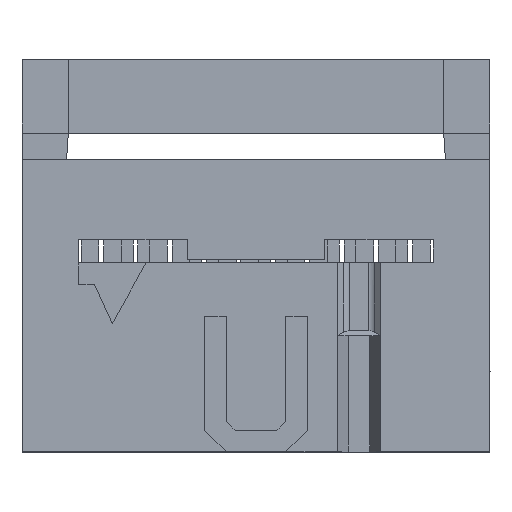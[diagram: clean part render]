
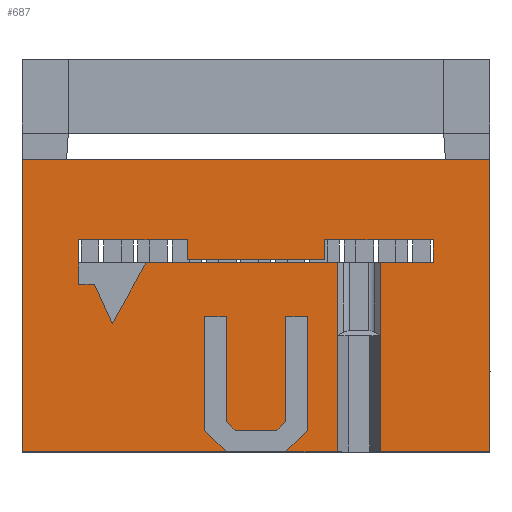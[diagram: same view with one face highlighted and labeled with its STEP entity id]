
A CAD part, top view. The second image highlights one B-rep face of the part: STEP entity #687.
In plain terms, the highlighted planar face has unit normal (0, 0, 1).
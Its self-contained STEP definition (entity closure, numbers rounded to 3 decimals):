
#687=ADVANCED_FACE('',(#1201),#946,.T.);
#946=PLANE('',#5847);
#1201=FACE_OUTER_BOUND('',#1454,.T.);
#1454=EDGE_LOOP('',(#1767,#1768,#1769,#1770,#1771,#1772,#1773,#1774,#1775,
#1776,#1777,#1778,#1779,#1780,#1781,#1782,#1783,#1784,#1785,#1786,#1787,
#1788,#1789,#1790,#1791,#1792,#1793,#1794,#1795,#1796,#1797,#1798,#1799));
#1767=ORIENTED_EDGE('',*,*,#3699,.F.);
#1768=ORIENTED_EDGE('',*,*,#3700,.T.);
#1769=ORIENTED_EDGE('',*,*,#3701,.F.);
#1770=ORIENTED_EDGE('',*,*,#3702,.T.);
#1771=ORIENTED_EDGE('',*,*,#3703,.F.);
#1772=ORIENTED_EDGE('',*,*,#3704,.F.);
#1773=ORIENTED_EDGE('',*,*,#3705,.F.);
#1774=ORIENTED_EDGE('',*,*,#3706,.T.);
#1775=ORIENTED_EDGE('',*,*,#3707,.T.);
#1776=ORIENTED_EDGE('',*,*,#3708,.T.);
#1777=ORIENTED_EDGE('',*,*,#3709,.T.);
#1778=ORIENTED_EDGE('',*,*,#3710,.T.);
#1779=ORIENTED_EDGE('',*,*,#3711,.T.);
#1780=ORIENTED_EDGE('',*,*,#3712,.T.);
#1781=ORIENTED_EDGE('',*,*,#3713,.T.);
#1782=ORIENTED_EDGE('',*,*,#3714,.T.);
#1783=ORIENTED_EDGE('',*,*,#3715,.T.);
#1784=ORIENTED_EDGE('',*,*,#3716,.T.);
#1785=ORIENTED_EDGE('',*,*,#3717,.F.);
#1786=ORIENTED_EDGE('',*,*,#3718,.F.);
#1787=ORIENTED_EDGE('',*,*,#3719,.T.);
#1788=ORIENTED_EDGE('',*,*,#3720,.F.);
#1789=ORIENTED_EDGE('',*,*,#3721,.T.);
#1790=ORIENTED_EDGE('',*,*,#3722,.T.);
#1791=ORIENTED_EDGE('',*,*,#3723,.T.);
#1792=ORIENTED_EDGE('',*,*,#3724,.F.);
#1793=ORIENTED_EDGE('',*,*,#3725,.F.);
#1794=ORIENTED_EDGE('',*,*,#3726,.T.);
#1795=ORIENTED_EDGE('',*,*,#3727,.T.);
#1796=ORIENTED_EDGE('',*,*,#3728,.T.);
#1797=ORIENTED_EDGE('',*,*,#3729,.F.);
#1798=ORIENTED_EDGE('',*,*,#3730,.T.);
#1799=ORIENTED_EDGE('',*,*,#3731,.F.);
#3225=VERTEX_POINT('',#7361);
#3226=VERTEX_POINT('',#7362);
#3227=VERTEX_POINT('',#7364);
#3228=VERTEX_POINT('',#7366);
#3229=VERTEX_POINT('',#7368);
#3230=VERTEX_POINT('',#7370);
#3231=VERTEX_POINT('',#7372);
#3232=VERTEX_POINT('',#7374);
#3233=VERTEX_POINT('',#7376);
#3234=VERTEX_POINT('',#7378);
#3235=VERTEX_POINT('',#7380);
#3236=VERTEX_POINT('',#7382);
#3237=VERTEX_POINT('',#7384);
#3238=VERTEX_POINT('',#7386);
#3239=VERTEX_POINT('',#7388);
#3240=VERTEX_POINT('',#7390);
#3241=VERTEX_POINT('',#7392);
#3242=VERTEX_POINT('',#7394);
#3243=VERTEX_POINT('',#7396);
#3244=VERTEX_POINT('',#7398);
#3245=VERTEX_POINT('',#7400);
#3246=VERTEX_POINT('',#7402);
#3247=VERTEX_POINT('',#7404);
#3248=VERTEX_POINT('',#7406);
#3249=VERTEX_POINT('',#7408);
#3250=VERTEX_POINT('',#7410);
#3251=VERTEX_POINT('',#7412);
#3252=VERTEX_POINT('',#7414);
#3253=VERTEX_POINT('',#7416);
#3254=VERTEX_POINT('',#7418);
#3255=VERTEX_POINT('',#7420);
#3256=VERTEX_POINT('',#7422);
#3257=VERTEX_POINT('',#7424);
#3699=EDGE_CURVE('',#3225,#3226,#4428,.T.);
#3700=EDGE_CURVE('',#3225,#3227,#4429,.T.);
#3701=EDGE_CURVE('',#3228,#3227,#4430,.T.);
#3702=EDGE_CURVE('',#3228,#3229,#4431,.T.);
#3703=EDGE_CURVE('',#3230,#3229,#4432,.T.);
#3704=EDGE_CURVE('',#3231,#3230,#4433,.T.);
#3705=EDGE_CURVE('',#3232,#3231,#4434,.T.);
#3706=EDGE_CURVE('',#3232,#3233,#4435,.T.);
#3707=EDGE_CURVE('',#3233,#3234,#4436,.T.);
#3708=EDGE_CURVE('',#3234,#3235,#4437,.T.);
#3709=EDGE_CURVE('',#3235,#3236,#4438,.T.);
#3710=EDGE_CURVE('',#3236,#3237,#4439,.T.);
#3711=EDGE_CURVE('',#3237,#3238,#4440,.T.);
#3712=EDGE_CURVE('',#3238,#3239,#4441,.T.);
#3713=EDGE_CURVE('',#3239,#3240,#4442,.T.);
#3714=EDGE_CURVE('',#3240,#3241,#4443,.T.);
#3715=EDGE_CURVE('',#3241,#3242,#4444,.T.);
#3716=EDGE_CURVE('',#3242,#3243,#4445,.T.);
#3717=EDGE_CURVE('',#3244,#3243,#4446,.T.);
#3718=EDGE_CURVE('',#3245,#3244,#4447,.T.);
#3719=EDGE_CURVE('',#3245,#3246,#4448,.T.);
#3720=EDGE_CURVE('',#3247,#3246,#4449,.T.);
#3721=EDGE_CURVE('',#3247,#3248,#4450,.T.);
#3722=EDGE_CURVE('',#3248,#3249,#4451,.T.);
#3723=EDGE_CURVE('',#3249,#3250,#4452,.T.);
#3724=EDGE_CURVE('',#3251,#3250,#4453,.T.);
#3725=EDGE_CURVE('',#3252,#3251,#4454,.T.);
#3726=EDGE_CURVE('',#3252,#3253,#4455,.T.);
#3727=EDGE_CURVE('',#3253,#3254,#4456,.T.);
#3728=EDGE_CURVE('',#3254,#3255,#4457,.T.);
#3729=EDGE_CURVE('',#3256,#3255,#4458,.T.);
#3730=EDGE_CURVE('',#3256,#3257,#4459,.T.);
#3731=EDGE_CURVE('',#3226,#3257,#4460,.T.);
#4428=LINE('',#7360,#5137);
#4429=LINE('',#7363,#5138);
#4430=LINE('',#7365,#5139);
#4431=LINE('',#7367,#5140);
#4432=LINE('',#7369,#5141);
#4433=LINE('',#7371,#5142);
#4434=LINE('',#7373,#5143);
#4435=LINE('',#7375,#5144);
#4436=LINE('',#7377,#5145);
#4437=LINE('',#7379,#5146);
#4438=LINE('',#7381,#5147);
#4439=LINE('',#7383,#5148);
#4440=LINE('',#7385,#5149);
#4441=LINE('',#7387,#5150);
#4442=LINE('',#7389,#5151);
#4443=LINE('',#7391,#5152);
#4444=LINE('',#7393,#5153);
#4445=LINE('',#7395,#5154);
#4446=LINE('',#7397,#5155);
#4447=LINE('',#7399,#5156);
#4448=LINE('',#7401,#5157);
#4449=LINE('',#7403,#5158);
#4450=LINE('',#7405,#5159);
#4451=LINE('',#7407,#5160);
#4452=LINE('',#7409,#5161);
#4453=LINE('',#7411,#5162);
#4454=LINE('',#7413,#5163);
#4455=LINE('',#7415,#5164);
#4456=LINE('',#7417,#5165);
#4457=LINE('',#7419,#5166);
#4458=LINE('',#7421,#5167);
#4459=LINE('',#7423,#5168);
#4460=LINE('',#7425,#5169);
#5137=VECTOR('',#6116,1.);
#5138=VECTOR('',#6117,1.);
#5139=VECTOR('',#6118,1.);
#5140=VECTOR('',#6119,1.);
#5141=VECTOR('',#6120,1.);
#5142=VECTOR('',#6121,1.);
#5143=VECTOR('',#6122,1.);
#5144=VECTOR('',#6123,1.);
#5145=VECTOR('',#6124,1.);
#5146=VECTOR('',#6125,1.);
#5147=VECTOR('',#6126,1.);
#5148=VECTOR('',#6127,1.);
#5149=VECTOR('',#6128,1.);
#5150=VECTOR('',#6129,1.);
#5151=VECTOR('',#6130,1.);
#5152=VECTOR('',#6131,1.);
#5153=VECTOR('',#6132,1.);
#5154=VECTOR('',#6133,1.);
#5155=VECTOR('',#6134,1.);
#5156=VECTOR('',#6135,1.);
#5157=VECTOR('',#6136,1.);
#5158=VECTOR('',#6137,1.);
#5159=VECTOR('',#6138,1.);
#5160=VECTOR('',#6139,1.);
#5161=VECTOR('',#6140,1.);
#5162=VECTOR('',#6141,1.);
#5163=VECTOR('',#6142,1.);
#5164=VECTOR('',#6143,1.);
#5165=VECTOR('',#6144,1.);
#5166=VECTOR('',#6145,1.);
#5167=VECTOR('',#6146,1.);
#5168=VECTOR('',#6147,1.);
#5169=VECTOR('',#6148,1.);
#5847=AXIS2_PLACEMENT_3D('',#7426,#6149,#6150);
#6116=DIRECTION('',(0.,1.,0.));
#6117=DIRECTION('',(0.,-1.,0.));
#6118=DIRECTION('',(-1.,0.,0.));
#6119=DIRECTION('',(0.,1.,0.));
#6120=DIRECTION('',(1.,0.,0.));
#6121=DIRECTION('',(0.,1.,0.));
#6122=DIRECTION('',(-1.,0.,0.));
#6123=DIRECTION('',(-0.707,0.707,0.));
#6124=DIRECTION('',(0.,1.,0.));
#6125=DIRECTION('',(1.,0.,0.));
#6126=DIRECTION('',(0.,-1.,0.));
#6127=DIRECTION('',(0.707,-0.707,0.));
#6128=DIRECTION('',(1.,0.,0.));
#6129=DIRECTION('',(0.707,0.707,0.));
#6130=DIRECTION('',(0.,1.,0.));
#6131=DIRECTION('',(1.,0.,0.));
#6132=DIRECTION('',(0.,-1.,0.));
#6133=DIRECTION('',(-0.707,-0.707,0.));
#6134=DIRECTION('',(-1.,0.,0.));
#6135=DIRECTION('',(0.,-1.,0.));
#6136=DIRECTION('',(0.,1.,0.));
#6137=DIRECTION('',(1.,0.,0.));
#6138=DIRECTION('',(-0.486,-0.874,0.));
#6139=DIRECTION('',(-0.416,0.91,0.));
#6140=DIRECTION('',(-1.,0.,0.));
#6141=DIRECTION('',(0.,-1.,0.));
#6142=DIRECTION('',(-1.,0.,0.));
#6143=DIRECTION('',(0.,-1.,0.));
#6144=DIRECTION('',(1.,0.,0.));
#6145=DIRECTION('',(0.,1.,0.));
#6146=DIRECTION('',(-1.,0.,0.));
#6147=DIRECTION('',(0.,-1.,0.));
#6148=DIRECTION('',(1.,0.,0.));
#6149=DIRECTION('',(0.,0.,1.));
#6150=DIRECTION('',(1.,0.,0.));
#7360=CARTESIAN_POINT('',(13.26,4.3,6.1));
#7361=CARTESIAN_POINT('',(13.26,4.3,6.1));
#7362=CARTESIAN_POINT('',(13.26,7.,6.1));
#7363=CARTESIAN_POINT('',(13.26,7.4,6.1));
#7364=CARTESIAN_POINT('',(13.26,0.,6.1));
#7365=CARTESIAN_POINT('',(17.3,0.,6.1));
#7366=CARTESIAN_POINT('',(17.3,0.,6.1));
#7367=CARTESIAN_POINT('',(17.3,0.,6.1));
#7368=CARTESIAN_POINT('',(17.3,10.8,6.1));
#7369=CARTESIAN_POINT('',(0.,10.8,6.1));
#7370=CARTESIAN_POINT('',(0.,10.8,6.1));
#7371=CARTESIAN_POINT('',(0.,0.,6.1));
#7372=CARTESIAN_POINT('',(0.,0.,6.1));
#7373=CARTESIAN_POINT('',(7.55,0.,6.1));
#7374=CARTESIAN_POINT('',(7.55,0.,6.1));
#7375=CARTESIAN_POINT('',(7.55,0.,6.1));
#7376=CARTESIAN_POINT('',(6.75,0.8,6.1));
#7377=CARTESIAN_POINT('',(6.75,0.8,6.1));
#7378=CARTESIAN_POINT('',(6.75,5.,6.1));
#7379=CARTESIAN_POINT('',(6.75,5.,6.1));
#7380=CARTESIAN_POINT('',(7.55,5.,6.1));
#7381=CARTESIAN_POINT('',(7.55,5.,6.1));
#7382=CARTESIAN_POINT('',(7.55,1.131,6.1));
#7383=CARTESIAN_POINT('',(7.55,1.131,6.1));
#7384=CARTESIAN_POINT('',(7.881,0.8,6.1));
#7385=CARTESIAN_POINT('',(7.881,0.8,6.1));
#7386=CARTESIAN_POINT('',(9.419,0.8,6.1));
#7387=CARTESIAN_POINT('',(9.419,0.8,6.1));
#7388=CARTESIAN_POINT('',(9.75,1.131,6.1));
#7389=CARTESIAN_POINT('',(9.75,1.131,6.1));
#7390=CARTESIAN_POINT('',(9.75,5.,6.1));
#7391=CARTESIAN_POINT('',(9.75,5.,6.1));
#7392=CARTESIAN_POINT('',(10.55,5.,6.1));
#7393=CARTESIAN_POINT('',(10.55,5.,6.1));
#7394=CARTESIAN_POINT('',(10.55,0.8,6.1));
#7395=CARTESIAN_POINT('',(10.55,0.8,6.1));
#7396=CARTESIAN_POINT('',(9.75,0.,6.1));
#7397=CARTESIAN_POINT('',(17.3,0.,6.1));
#7398=CARTESIAN_POINT('',(11.66,0.,6.1));
#7399=CARTESIAN_POINT('',(11.66,7.4,6.1));
#7400=CARTESIAN_POINT('',(11.66,4.3,6.1));
#7401=CARTESIAN_POINT('',(11.66,4.3,6.1));
#7402=CARTESIAN_POINT('',(11.66,7.,6.1));
#7403=CARTESIAN_POINT('',(4.59,7.,6.1));
#7404=CARTESIAN_POINT('',(4.59,7.,6.1));
#7405=CARTESIAN_POINT('',(4.59,7.,6.1));
#7406=CARTESIAN_POINT('',(3.34,4.75,6.1));
#7407=CARTESIAN_POINT('',(3.34,4.75,6.1));
#7408=CARTESIAN_POINT('',(2.677,6.2,6.1));
#7409=CARTESIAN_POINT('',(2.677,6.2,6.1));
#7410=CARTESIAN_POINT('',(2.09,6.2,6.1));
#7411=CARTESIAN_POINT('',(2.09,7.85,6.1));
#7412=CARTESIAN_POINT('',(2.09,7.85,6.1));
#7413=CARTESIAN_POINT('',(4.83,7.85,6.1));
#7414=CARTESIAN_POINT('',(6.11,7.85,6.1));
#7415=CARTESIAN_POINT('',(6.11,7.85,6.1));
#7416=CARTESIAN_POINT('',(6.11,7.1,6.1));
#7417=CARTESIAN_POINT('',(4.83,7.1,6.1));
#7418=CARTESIAN_POINT('',(11.19,7.1,6.1));
#7419=CARTESIAN_POINT('',(11.19,7.1,6.1));
#7420=CARTESIAN_POINT('',(11.19,7.85,6.1));
#7421=CARTESIAN_POINT('',(15.21,7.85,6.1));
#7422=CARTESIAN_POINT('',(15.21,7.85,6.1));
#7423=CARTESIAN_POINT('',(15.21,7.85,6.1));
#7424=CARTESIAN_POINT('',(15.21,7.,6.1));
#7425=CARTESIAN_POINT('',(4.59,7.,6.1));
#7426=CARTESIAN_POINT('',(-0.633,-0.74,6.1));
